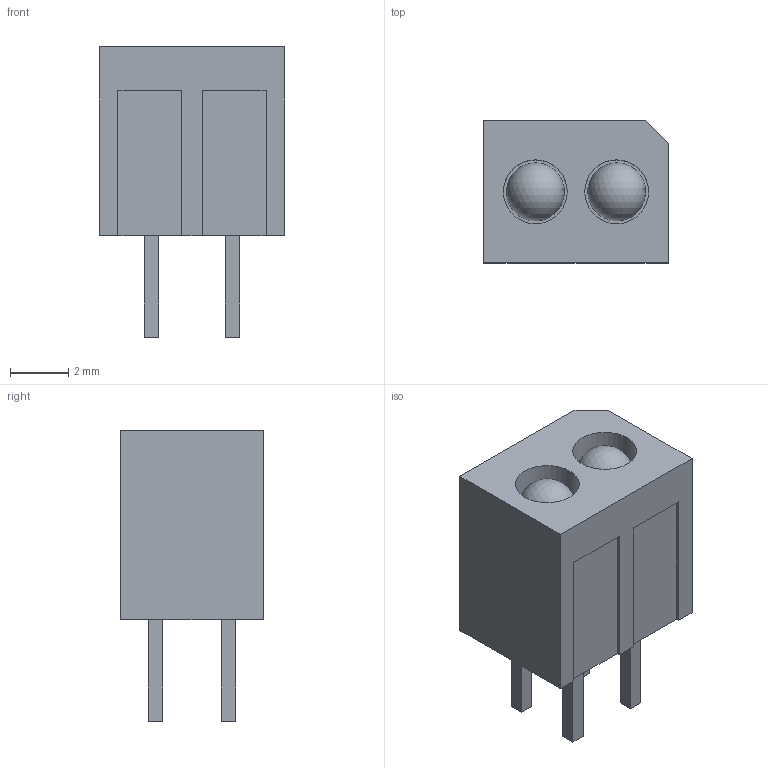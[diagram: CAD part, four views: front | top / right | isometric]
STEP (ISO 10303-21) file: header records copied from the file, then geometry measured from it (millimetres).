
FILE_DESCRIPTION(/* description */ (''),/* implementation_level */ '2;1');
FILE_NAME(/* name */ 'RPR-220.step',/* time_stamp */ '2022-07-06T15:42:25+02:00',/* author */ (''),/* organization */ (''),/* preprocessor_version */ 'ST-DEVELOPER v19',/* originating_system */ 'Autodesk Translation Framework v11.7.0.108',/* authorisation */ '');
FILE_SCHEMA (('AUTOMOTIVE_DESIGN { 1 0 10303 214 3 1 1 }'));
Length unit declared in the file: millimetre
Products named in the file (1): RPR-220
Bounding box: 6.4 x 4.9 x 10 mm (x, y, z)
Volume: 192.6 mm3; surface area: 292.8 mm2
Topology: 3 solids, 3 shells, 48 faces, 120 edges, 80 vertices
Faces by surface type: plane 44, sphere 2, cylinder 2
Full cylindrical faces by diameter (mm): 2.2 x2
Entity records: 1444 total; most frequent: CARTESIAN_POINT 245, ORIENTED_EDGE 232, DIRECTION 220, EDGE_CURVE 116, LINE 110, VECTOR 110, VERTEX_POINT 80, AXIS2_PLACEMENT_3D 55
